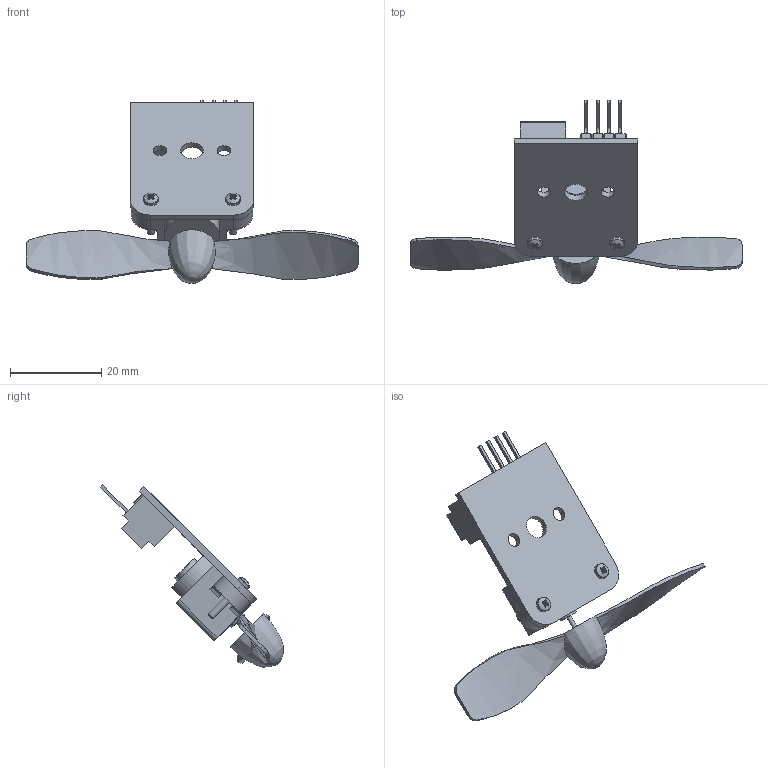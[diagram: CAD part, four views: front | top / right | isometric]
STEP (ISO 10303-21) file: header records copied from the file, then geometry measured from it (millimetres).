
FILE_DESCRIPTION(/* description */ (''),/* implementation_level */ '2;1');
FILE_NAME(/* name */ 'STEP_MotorBoard.stp',/* time_stamp */ '2015-12-23T20:58:42+02:00',/* author */ ('Käyttäjä'),/* organization */ (''),/* preprocessor_version */ 'ST-DEVELOPER v15.6',/* originating_system */ 'Autodesk Inventor 2015',/* authorisation */ '');
FILE_SCHEMA (('AUTOMOTIVE_DESIGN { 1 0 10303 214 3 1 1 }'));
Length unit declared in the file: millimetre
Products named in the file (10): 006_MotorControlBoard; 007_MotorConnector; 008_MotorControlPinBase; 009_MotorControlPins; 010_MotorControlChip; 011_Motor; 012_MotorPropeller; Screw GB_T 818 M1,6 x 10; ANSI B 18.2.4.1 M - M1,6 x 0,35Style 1; A003_MotorBoard
Assembly tree (11 placements, depth 2):
  A003_MotorBoard
    006_MotorControlBoard
    007_MotorConnector
    008_MotorControlPinBase
    009_MotorControlPins
    010_MotorControlChip
    011_Motor
    012_MotorPropeller
    Screw GB_T 818 M1,6 x 10  x2
    ANSI B 18.2.4.1 M - M1,6 x 0,35Style 1  x2
Bounding box: 72.8 x 40.09 x 39.95 mm (x, y, z)
Volume: 4592.9 mm3; surface area: 7354.3 mm2
Topology: 14 solids, 15 shells, 303 faces, 753 edges, 487 vertices
Faces by surface type: plane 178, cone 60, cylinder 39, bspline 14, torus 10, sphere 2
Full cylindrical faces by diameter (mm): 1 x2, 1.221 x2, 1.373 x2, 1.6 x4, 3 x2, 4 x1, 5 x1, 6 x1
Entity records: 8416 total; most frequent: CARTESIAN_POINT 2670, ORIENTED_EDGE 1154, DIRECTION 1086, EDGE_CURVE 577, VERTEX_POINT 388, AXIS2_PLACEMENT_3D 374, LINE 338, VECTOR 338
